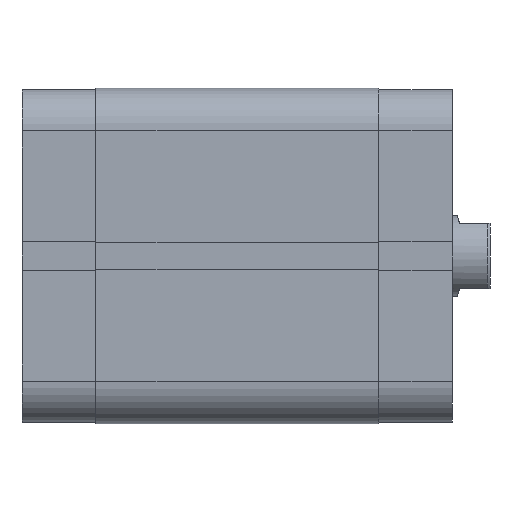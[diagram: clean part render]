
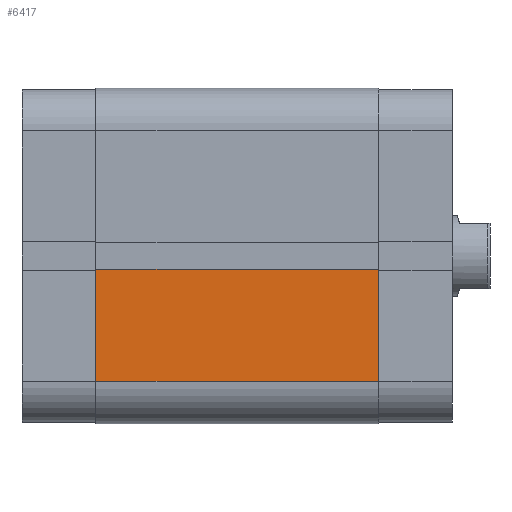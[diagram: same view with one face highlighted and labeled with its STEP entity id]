
A CAD part, front view. The second image highlights one B-rep face of the part: STEP entity #6417.
In plain terms, the highlighted planar face has unit normal (0, -1, 0).
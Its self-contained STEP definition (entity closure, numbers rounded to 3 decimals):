
#62 = LINE ( 'NONE', #5233, #74 ) ;
#74 = VECTOR ( 'NONE', #5236, 1000. ) ;
#92 = LINE ( 'NONE', #5257, #93 ) ;
#93 = VECTOR ( 'NONE', #5258, 1000. ) ;
#124 = LINE ( 'NONE', #5294, #125 ) ;
#125 = VECTOR ( 'NONE', #5295, 1000. ) ;
#126 = LINE ( 'NONE', #5296, #127 ) ;
#127 = VECTOR ( 'NONE', #5297, 1000. ) ;
#344 = FACE_OUTER_BOUND ( 'NONE', #6117, .T. ) ;
#724 = PLANE ( 'NONE',  #3468 ) ;
#727 = CARTESIAN_POINT ( 'NONE',  ( 0., -33.5, 56.5 ) ) ;
#733 = DIRECTION ( 'NONE',  ( 0., 1., 0. ) ) ;
#734 = DIRECTION ( 'NONE',  ( 0., 0., 1. ) ) ;
#1987 = ORIENTED_EDGE ( 'NONE', *, *, #6255, .T. ) ;
#1988 = ORIENTED_EDGE ( 'NONE', *, *, #6265, .F. ) ;
#1989 = ORIENTED_EDGE ( 'NONE', *, *, #6282, .F. ) ;
#1990 = ORIENTED_EDGE ( 'NONE', *, *, #6283, .T. ) ;
#3468 = AXIS2_PLACEMENT_3D ( 'NONE', #727, #733, #734 ) ;
#3828 = VERTEX_POINT ( 'NONE', #4926 ) ;
#4035 = VERTEX_POINT ( 'NONE', #4962 ) ;
#4108 = VERTEX_POINT ( 'NONE', #5001 ) ;
#4215 = VERTEX_POINT ( 'NONE', #5028 ) ;
#4926 = CARTESIAN_POINT ( 'NONE',  ( -25., -33.5, 56.5 ) ) ;
#4962 = CARTESIAN_POINT ( 'NONE',  ( -2.6, -33.5, 56.5 ) ) ;
#5001 = CARTESIAN_POINT ( 'NONE',  ( -2.6, -33.5, 0. ) ) ;
#5028 = CARTESIAN_POINT ( 'NONE',  ( -25., -33.5, 0. ) ) ;
#5233 = CARTESIAN_POINT ( 'NONE',  ( -25., -33.5, 56.5 ) ) ;
#5236 = DIRECTION ( 'NONE',  ( 0., 0., -1. ) ) ;
#5257 = CARTESIAN_POINT ( 'NONE',  ( 0., -33.5, 56.5 ) ) ;
#5258 = DIRECTION ( 'NONE',  ( 1., 0., 0. ) ) ;
#5294 = CARTESIAN_POINT ( 'NONE',  ( -2.6, -33.5, 56.5 ) ) ;
#5295 = DIRECTION ( 'NONE',  ( 0., 0., -1. ) ) ;
#5296 = CARTESIAN_POINT ( 'NONE',  ( 0., -33.5, 0. ) ) ;
#5297 = DIRECTION ( 'NONE',  ( 1., 0., 0. ) ) ;
#6117 = EDGE_LOOP ( 'NONE', ( #1990, #1989, #1988, #1987 ) ) ;
#6255 = EDGE_CURVE ( 'NONE', #3828, #4215, #62, .T. ) ;
#6265 = EDGE_CURVE ( 'NONE', #3828, #4035, #92, .T. ) ;
#6282 = EDGE_CURVE ( 'NONE', #4035, #4108, #124, .T. ) ;
#6283 = EDGE_CURVE ( 'NONE', #4215, #4108, #126, .T. ) ;
#6417 = ADVANCED_FACE ( 'NONE', ( #344 ), #724, .F. ) ;
